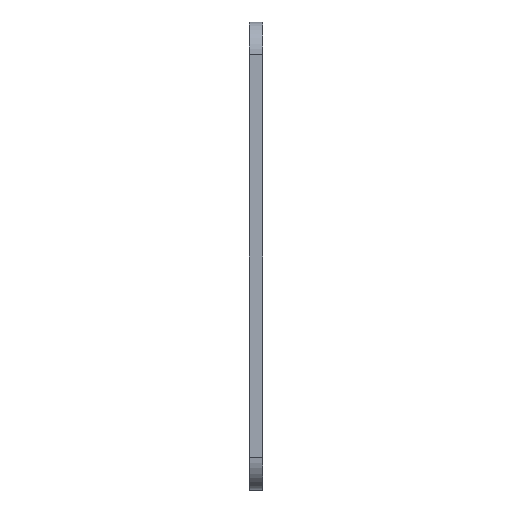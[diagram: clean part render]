
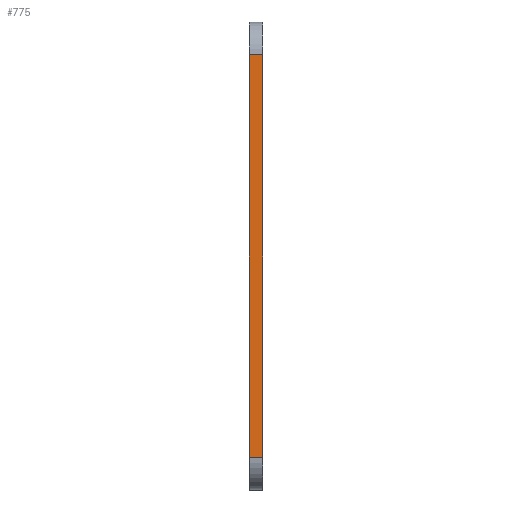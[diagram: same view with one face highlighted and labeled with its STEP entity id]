
A CAD part, front view. The second image highlights one B-rep face of the part: STEP entity #775.
In plain terms, the highlighted planar face has unit normal (0, -1, 0).
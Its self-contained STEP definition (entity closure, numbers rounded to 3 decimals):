
#762=AXIS2_PLACEMENT_3D('Plane Axis2P3D',#759,#760,#761) ;
#172=CARTESIAN_POINT('Vertex',(2.,0.,66.)) ;
#175=CARTESIAN_POINT('Line Origine',(2.,0.,35.5)) ;
#179=CARTESIAN_POINT('Vertex',(2.,0.,5.)) ;
#350=CARTESIAN_POINT('Vertex',(0.,0.,5.)) ;
#355=CARTESIAN_POINT('Line Origine',(0.,0.,35.5)) ;
#359=CARTESIAN_POINT('Vertex',(0.,0.,66.)) ;
#747=CARTESIAN_POINT('Line Origine',(1.,0.,66.)) ;
#759=CARTESIAN_POINT('Axis2P3D Location',(0.,0.,66.)) ;
#764=CARTESIAN_POINT('Line Origine',(1.,0.,5.)) ;
#176=DIRECTION('Vector Direction',(0.,0.,-1.)) ;
#356=DIRECTION('Vector Direction',(0.,0.,-1.)) ;
#748=DIRECTION('Vector Direction',(1.,0.,0.)) ;
#760=DIRECTION('Axis2P3D Direction',(0.,-1.,0.)) ;
#761=DIRECTION('Axis2P3D XDirection',(0.,0.,-1.)) ;
#765=DIRECTION('Vector Direction',(1.,0.,0.)) ;
#177=VECTOR('Line Direction',#176,1.) ;
#357=VECTOR('Line Direction',#356,1.) ;
#749=VECTOR('Line Direction',#748,1.) ;
#766=VECTOR('Line Direction',#765,1.) ;
#770=ORIENTED_EDGE('',*,*,#751,.F.) ;
#771=ORIENTED_EDGE('',*,*,#361,.T.) ;
#772=ORIENTED_EDGE('',*,*,#768,.T.) ;
#773=ORIENTED_EDGE('',*,*,#181,.F.) ;
#775=ADVANCED_FACE('Hauptk\X2\00F6\X0\rper',(#774),#763,.T.) ;
#181=EDGE_CURVE('',#173,#180,#178,.T.) ;
#361=EDGE_CURVE('',#360,#351,#358,.T.) ;
#751=EDGE_CURVE('',#360,#173,#750,.T.) ;
#768=EDGE_CURVE('',#351,#180,#767,.T.) ;
#769=EDGE_LOOP('',(#770,#771,#772,#773)) ;
#774=FACE_OUTER_BOUND('',#769,.T.) ;
#178=LINE('Line',#175,#177) ;
#358=LINE('Line',#355,#357) ;
#750=LINE('Line',#747,#749) ;
#767=LINE('Line',#764,#766) ;
#763=PLANE('',#762) ;
#173=VERTEX_POINT('',#172) ;
#180=VERTEX_POINT('',#179) ;
#351=VERTEX_POINT('',#350) ;
#360=VERTEX_POINT('',#359) ;
